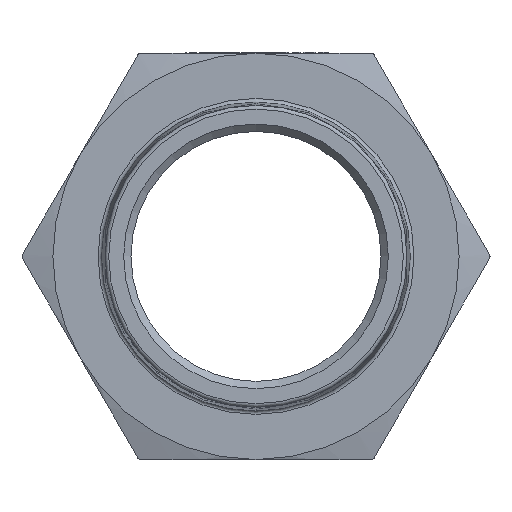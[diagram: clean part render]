
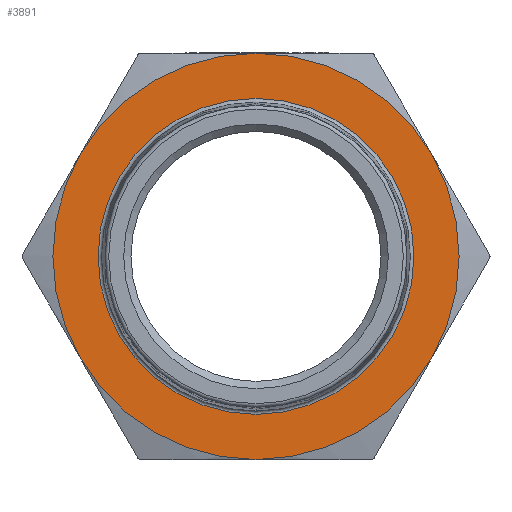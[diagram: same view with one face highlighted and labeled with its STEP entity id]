
A CAD part, left-side view. The second image highlights one B-rep face of the part: STEP entity #3891.
In plain terms, the highlighted planar face has unit normal (-1, 0, 0).
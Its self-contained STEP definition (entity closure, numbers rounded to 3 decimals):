
#3 = AXIS2_PLACEMENT_3D ( 'NONE', #10849, #10850, #10851 ) ;
#774 = CARTESIAN_POINT ( 'NONE',  ( -6.25, 0., 0. ) ) ;
#903 = DIRECTION ( 'NONE',  ( -1., 0., 0. ) ) ;
#1034 = ORIENTED_EDGE ( 'NONE', *, *, #6773, .F. ) ;
#1193 = ORIENTED_EDGE ( 'NONE', *, *, #6813, .T. ) ;
#1329 = DIRECTION ( 'NONE',  ( 0., 0., 1. ) ) ;
#1479 = VERTEX_POINT ( 'NONE', #3108 ) ;
#1540 = VERTEX_POINT ( 'NONE', #3175 ) ;
#1593 = VERTEX_POINT ( 'NONE', #3205 ) ;
#1664 = EDGE_LOOP ( 'NONE', ( #1034 ) ) ;
#1667 = EDGE_LOOP ( 'NONE', ( #7915, #3386, #3552, #13001, #1193, #3547 ) ) ;
#1721 = VERTEX_POINT ( 'NONE', #3056 ) ;
#1741 = VERTEX_POINT ( 'NONE', #3223 ) ;
#2702 = DIRECTION ( 'NONE',  ( -1., 0., 0. ) ) ;
#2851 = CARTESIAN_POINT ( 'NONE',  ( -6.25, 0., 0. ) ) ;
#2890 = DIRECTION ( 'NONE',  ( 0., 0., 1. ) ) ;
#2965 = CIRCLE ( 'NONE', #11532, 26. ) ;
#3056 = CARTESIAN_POINT ( 'NONE',  ( -6.25, 22.517, -13. ) ) ;
#3108 = CARTESIAN_POINT ( 'NONE',  ( -6.25, -22.517, -13. ) ) ;
#3175 = CARTESIAN_POINT ( 'NONE',  ( -6.25, 0., 26. ) ) ;
#3205 = CARTESIAN_POINT ( 'NONE',  ( -6.25, 0., -26. ) ) ;
#3223 = CARTESIAN_POINT ( 'NONE',  ( -6.25, -22.517, 13. ) ) ;
#3386 = ORIENTED_EDGE ( 'NONE', *, *, #6091, .T. ) ;
#3547 = ORIENTED_EDGE ( 'NONE', *, *, #7389, .T. ) ;
#3552 = ORIENTED_EDGE ( 'NONE', *, *, #6581, .T. ) ;
#3644 = CIRCLE ( 'NONE', #9790, 26. ) ;
#3891 = ADVANCED_FACE ( 'NONE', ( #8860, #8863 ), #13847, .F. ) ;
#4037 = CIRCLE ( 'NONE', #4442, 26. ) ;
#4442 = AXIS2_PLACEMENT_3D ( 'NONE', #2851, #2702, #2890 ) ;
#4582 = AXIS2_PLACEMENT_3D ( 'NONE', #13849, #13851, #13853 ) ;
#4862 = AXIS2_PLACEMENT_3D ( 'NONE', #9771, #9772, #9773 ) ;
#5295 = AXIS2_PLACEMENT_3D ( 'NONE', #9875, #9876, #9877 ) ;
#6091 = EDGE_CURVE ( 'NONE', #1479, #1741, #4037, .T. ) ;
#6581 = EDGE_CURVE ( 'NONE', #1741, #1540, #9148, .T. ) ;
#6773 = EDGE_CURVE ( 'NONE', #11338, #11338, #9324, .T. ) ;
#6813 = EDGE_CURVE ( 'NONE', #7739, #1721, #9368, .T. ) ;
#7091 = EDGE_CURVE ( 'NONE', #1540, #7739, #2965, .T. ) ;
#7361 = EDGE_CURVE ( 'NONE', #1593, #1479, #3644, .T. ) ;
#7389 = EDGE_CURVE ( 'NONE', #1721, #1593, #9552, .T. ) ;
#7739 = VERTEX_POINT ( 'NONE', #11249 ) ;
#7915 = ORIENTED_EDGE ( 'NONE', *, *, #7361, .T. ) ;
#8860 = FACE_OUTER_BOUND ( 'NONE', #1667, .T. ) ;
#8863 = FACE_BOUND ( 'NONE', #1664, .T. ) ;
#9148 = CIRCLE ( 'NONE', #14388, 26. ) ;
#9324 = CIRCLE ( 'NONE', #4862, 20.219 ) ;
#9368 = CIRCLE ( 'NONE', #5295, 26. ) ;
#9552 = CIRCLE ( 'NONE', #3, 26. ) ;
#9771 = CARTESIAN_POINT ( 'NONE',  ( -6.25, 0., 0. ) ) ;
#9772 = DIRECTION ( 'NONE',  ( -1., 0., 0. ) ) ;
#9773 = DIRECTION ( 'NONE',  ( 0., 0., -1. ) ) ;
#9790 = AXIS2_PLACEMENT_3D ( 'NONE', #774, #903, #1329 ) ;
#9875 = CARTESIAN_POINT ( 'NONE',  ( -6.25, 0., 0. ) ) ;
#9876 = DIRECTION ( 'NONE',  ( -1., 0., 0. ) ) ;
#9877 = DIRECTION ( 'NONE',  ( 0., 0., 1. ) ) ;
#10503 = CARTESIAN_POINT ( 'NONE',  ( -6.25, 0., 0. ) ) ;
#10504 = DIRECTION ( 'NONE',  ( -1., 0., 0. ) ) ;
#10505 = DIRECTION ( 'NONE',  ( 0., 0., 1. ) ) ;
#10849 = CARTESIAN_POINT ( 'NONE',  ( -6.25, 0., 0. ) ) ;
#10850 = DIRECTION ( 'NONE',  ( -1., 0., 0. ) ) ;
#10851 = DIRECTION ( 'NONE',  ( 0., 0., 1. ) ) ;
#11249 = CARTESIAN_POINT ( 'NONE',  ( -6.25, 22.517, 13. ) ) ;
#11338 = VERTEX_POINT ( 'NONE', #11513 ) ;
#11513 = CARTESIAN_POINT ( 'NONE',  ( -6.25, 0., -20.219 ) ) ;
#11532 = AXIS2_PLACEMENT_3D ( 'NONE', #10503, #10504, #10505 ) ;
#13001 = ORIENTED_EDGE ( 'NONE', *, *, #7091, .T. ) ;
#13847 = PLANE ( 'NONE',  #4582 ) ;
#13849 = CARTESIAN_POINT ( 'NONE',  ( -6.25, 0., 0. ) ) ;
#13851 = DIRECTION ( 'NONE',  ( 1., 0., 0. ) ) ;
#13853 = DIRECTION ( 'NONE',  ( 0., 0., -1. ) ) ;
#14388 = AXIS2_PLACEMENT_3D ( 'NONE', #14665, #14622, #14721 ) ;
#14622 = DIRECTION ( 'NONE',  ( -1., 0., 0. ) ) ;
#14665 = CARTESIAN_POINT ( 'NONE',  ( -6.25, 0., 0. ) ) ;
#14721 = DIRECTION ( 'NONE',  ( 0., 0., 1. ) ) ;
